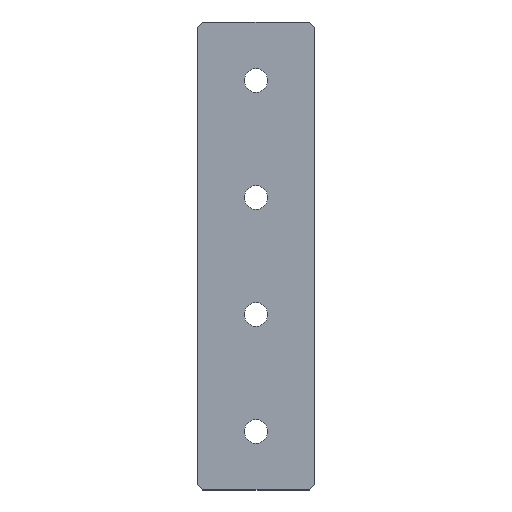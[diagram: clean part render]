
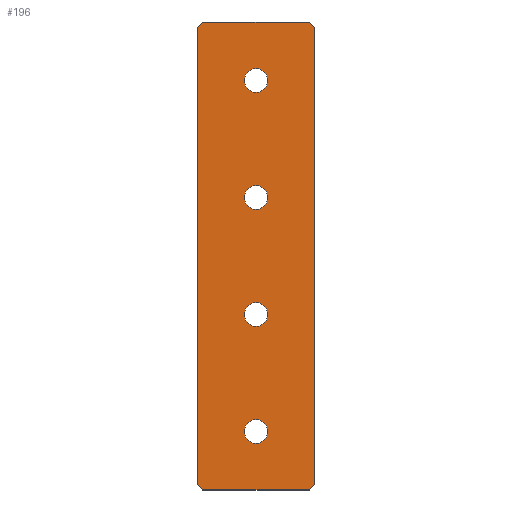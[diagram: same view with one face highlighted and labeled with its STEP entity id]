
A CAD part, top view. The second image highlights one B-rep face of the part: STEP entity #196.
In plain terms, the highlighted planar face has unit normal (0, 0, 1).
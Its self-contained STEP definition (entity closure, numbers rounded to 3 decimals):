
#1 = DIRECTION ( 'NONE',  ( -0.707, -0.707, 0. ) ) ;
#11 = VECTOR ( 'NONE', #417, 1000. ) ;
#12 = CARTESIAN_POINT ( 'NONE',  ( 22.5, 88., 2. ) ) ;
#15 = EDGE_CURVE ( 'NONE', #344, #488, #226, .T. ) ;
#26 = CARTESIAN_POINT ( 'NONE',  ( 4.5, -67.5, 2. ) ) ;
#31 = DIRECTION ( 'NONE',  ( 0., 0., 1. ) ) ;
#32 = ORIENTED_EDGE ( 'NONE', *, *, #300, .F. ) ;
#33 = DIRECTION ( 'NONE',  ( 0., 0., 1. ) ) ;
#35 = VERTEX_POINT ( 'NONE', #541 ) ;
#39 = DIRECTION ( 'NONE',  ( 1., 0., 0. ) ) ;
#40 = CARTESIAN_POINT ( 'NONE',  ( -20.5, -90., 2. ) ) ;
#43 = VECTOR ( 'NONE', #69, 1000. ) ;
#46 = EDGE_CURVE ( 'NONE', #432, #387, #401, .T. ) ;
#49 = ORIENTED_EDGE ( 'NONE', *, *, #240, .F. ) ;
#50 = VECTOR ( 'NONE', #123, 1000. ) ;
#54 = DIRECTION ( 'NONE',  ( 0., 0., 1. ) ) ;
#59 = ORIENTED_EDGE ( 'NONE', *, *, #15, .F. ) ;
#60 = DIRECTION ( 'NONE',  ( 0., 0., 1. ) ) ;
#62 = ORIENTED_EDGE ( 'NONE', *, *, #339, .F. ) ;
#64 = LINE ( 'NONE', #163, #72 ) ;
#66 = CIRCLE ( 'NONE', #430, 4.5 ) ;
#67 = DIRECTION ( 'NONE',  ( -0.707, 0.707, 0. ) ) ;
#69 = DIRECTION ( 'NONE',  ( 0., 1., 0. ) ) ;
#71 = VECTOR ( 'NONE', #1, 1000. ) ;
#72 = VECTOR ( 'NONE', #208, 1000. ) ;
#75 = CIRCLE ( 'NONE', #512, 4.5 ) ;
#77 = EDGE_CURVE ( 'NONE', #282, #35, #358, .T. ) ;
#80 = EDGE_CURVE ( 'NONE', #175, #436, #510, .T. ) ;
#85 = VECTOR ( 'NONE', #167, 1000. ) ;
#88 = DIRECTION ( 'NONE',  ( 1., 0., 0. ) ) ;
#89 = EDGE_CURVE ( 'NONE', #147, #120, #410, .T. ) ;
#101 = VERTEX_POINT ( 'NONE', #313 ) ;
#113 = CARTESIAN_POINT ( 'NONE',  ( -22.5, 88., 2. ) ) ;
#120 = VERTEX_POINT ( 'NONE', #317 ) ;
#122 = AXIS2_PLACEMENT_3D ( 'NONE', #305, #296, #491 ) ;
#123 = DIRECTION ( 'NONE',  ( 0.707, -0.707, 0. ) ) ;
#127 = CARTESIAN_POINT ( 'NONE',  ( 0., -22.5, 2. ) ) ;
#131 = DIRECTION ( 'NONE',  ( 0., 0., 1. ) ) ;
#135 = CARTESIAN_POINT ( 'NONE',  ( 0., -67.5, 2. ) ) ;
#137 = VERTEX_POINT ( 'NONE', #600 ) ;
#139 = PLANE ( 'NONE',  #335 ) ;
#147 = VERTEX_POINT ( 'NONE', #113 ) ;
#148 = AXIS2_PLACEMENT_3D ( 'NONE', #135, #33, #39 ) ;
#155 = AXIS2_PLACEMENT_3D ( 'NONE', #127, #327, #88 ) ;
#156 = VERTEX_POINT ( 'NONE', #263 ) ;
#157 = DIRECTION ( 'NONE',  ( 1., 0., 0. ) ) ;
#158 = ORIENTED_EDGE ( 'NONE', *, *, #77, .T. ) ;
#160 = CARTESIAN_POINT ( 'NONE',  ( -22.5, -90., 2. ) ) ;
#163 = CARTESIAN_POINT ( 'NONE',  ( 22.5, -88., 2. ) ) ;
#167 = DIRECTION ( 'NONE',  ( 1., 0., 0. ) ) ;
#170 = CARTESIAN_POINT ( 'NONE',  ( 4.5, -22.5, 2. ) ) ;
#175 = VERTEX_POINT ( 'NONE', #211 ) ;
#176 = EDGE_CURVE ( 'NONE', #392, #101, #459, .T. ) ;
#181 = EDGE_CURVE ( 'NONE', #436, #282, #461, .T. ) ;
#183 = CARTESIAN_POINT ( 'NONE',  ( 20.5, 90., 2. ) ) ;
#185 = EDGE_CURVE ( 'NONE', #561, #137, #66, .T. ) ;
#186 = DIRECTION ( 'NONE',  ( 0., 0., -1. ) ) ;
#196 = ADVANCED_FACE ( 'NONE', ( #552, #338, #527, #423, #625 ), #139, .F. ) ;
#207 = VECTOR ( 'NONE', #505, 1000. ) ;
#208 = DIRECTION ( 'NONE',  ( 0.707, 0.707, 0. ) ) ;
#211 = CARTESIAN_POINT ( 'NONE',  ( 22.5, -88., 2. ) ) ;
#215 = CIRCLE ( 'NONE', #148, 4.5 ) ;
#219 = LINE ( 'NONE', #40, #50 ) ;
#220 = ORIENTED_EDGE ( 'NONE', *, *, #469, .T. ) ;
#226 = CIRCLE ( 'NONE', #280, 4.5 ) ;
#233 = EDGE_LOOP ( 'NONE', ( #558, #352 ) ) ;
#236 = CARTESIAN_POINT ( 'NONE',  ( -4.5, 67.5, 2. ) ) ;
#240 = EDGE_CURVE ( 'NONE', #488, #344, #215, .T. ) ;
#248 = CIRCLE ( 'NONE', #288, 4.5 ) ;
#263 = CARTESIAN_POINT ( 'NONE',  ( -4.5, 22.5, 2. ) ) ;
#272 = ORIENTED_EDGE ( 'NONE', *, *, #176, .T. ) ;
#274 = CARTESIAN_POINT ( 'NONE',  ( 0., 0., 2. ) ) ;
#280 = AXIS2_PLACEMENT_3D ( 'NONE', #349, #54, #592 ) ;
#282 = VERTEX_POINT ( 'NONE', #183 ) ;
#286 = CARTESIAN_POINT ( 'NONE',  ( -4.5, -67.5, 2. ) ) ;
#288 = AXIS2_PLACEMENT_3D ( 'NONE', #390, #60, #539 ) ;
#294 = VERTEX_POINT ( 'NONE', #379 ) ;
#296 = DIRECTION ( 'NONE',  ( 0., 0., 1. ) ) ;
#297 = ORIENTED_EDGE ( 'NONE', *, *, #46, .F. ) ;
#300 = EDGE_CURVE ( 'NONE', #137, #561, #356, .T. ) ;
#301 = CIRCLE ( 'NONE', #551, 4.5 ) ;
#305 = CARTESIAN_POINT ( 'NONE',  ( 0., 67.5, 2. ) ) ;
#306 = EDGE_CURVE ( 'NONE', #294, #156, #75, .T. ) ;
#313 = CARTESIAN_POINT ( 'NONE',  ( 20.5, -90., 2. ) ) ;
#315 = CARTESIAN_POINT ( 'NONE',  ( 22.5, -90., 2. ) ) ;
#317 = CARTESIAN_POINT ( 'NONE',  ( -22.5, -88., 2. ) ) ;
#327 = DIRECTION ( 'NONE',  ( 0., 0., 1. ) ) ;
#331 = DIRECTION ( 'NONE',  ( 1., 0., 0. ) ) ;
#335 = AXIS2_PLACEMENT_3D ( 'NONE', #274, #186, #385 ) ;
#338 = FACE_BOUND ( 'NONE', #233, .T. ) ;
#339 = EDGE_CURVE ( 'NONE', #387, #432, #248, .T. ) ;
#340 = ORIENTED_EDGE ( 'NONE', *, *, #181, .T. ) ;
#344 = VERTEX_POINT ( 'NONE', #286 ) ;
#349 = CARTESIAN_POINT ( 'NONE',  ( 0., -67.5, 2. ) ) ;
#350 = ORIENTED_EDGE ( 'NONE', *, *, #185, .F. ) ;
#352 = ORIENTED_EDGE ( 'NONE', *, *, #538, .F. ) ;
#355 = EDGE_CURVE ( 'NONE', #35, #147, #400, .T. ) ;
#356 = CIRCLE ( 'NONE', #155, 4.5 ) ;
#358 = LINE ( 'NONE', #597, #207 ) ;
#361 = CARTESIAN_POINT ( 'NONE',  ( 20.5, 90., 2. ) ) ;
#363 = DIRECTION ( 'NONE',  ( 0., 0., 1. ) ) ;
#379 = CARTESIAN_POINT ( 'NONE',  ( 4.5, 22.5, 2. ) ) ;
#385 = DIRECTION ( 'NONE',  ( -1., 0., 0. ) ) ;
#387 = VERTEX_POINT ( 'NONE', #236 ) ;
#390 = CARTESIAN_POINT ( 'NONE',  ( 0., 67.5, 2. ) ) ;
#392 = VERTEX_POINT ( 'NONE', #585 ) ;
#400 = LINE ( 'NONE', #495, #71 ) ;
#401 = CIRCLE ( 'NONE', #122, 4.5 ) ;
#408 = ORIENTED_EDGE ( 'NONE', *, *, #80, .T. ) ;
#410 = LINE ( 'NONE', #603, #11 ) ;
#413 = CARTESIAN_POINT ( 'NONE',  ( 0., -22.5, 2. ) ) ;
#417 = DIRECTION ( 'NONE',  ( 0., -1., 0. ) ) ;
#420 = DIRECTION ( 'NONE',  ( 1., 0., 0. ) ) ;
#423 = FACE_BOUND ( 'NONE', #451, .T. ) ;
#430 = AXIS2_PLACEMENT_3D ( 'NONE', #413, #363, #157 ) ;
#432 = VERTEX_POINT ( 'NONE', #448 ) ;
#436 = VERTEX_POINT ( 'NONE', #12 ) ;
#448 = CARTESIAN_POINT ( 'NONE',  ( 4.5, 67.5, 2. ) ) ;
#451 = EDGE_LOOP ( 'NONE', ( #49, #59 ) ) ;
#459 = LINE ( 'NONE', #160, #85 ) ;
#461 = LINE ( 'NONE', #361, #524 ) ;
#469 = EDGE_CURVE ( 'NONE', #101, #175, #64, .T. ) ;
#485 = ORIENTED_EDGE ( 'NONE', *, *, #355, .T. ) ;
#488 = VERTEX_POINT ( 'NONE', #26 ) ;
#491 = DIRECTION ( 'NONE',  ( 1., 0., 0. ) ) ;
#492 = ORIENTED_EDGE ( 'NONE', *, *, #605, .T. ) ;
#495 = CARTESIAN_POINT ( 'NONE',  ( -22.5, 88., 2. ) ) ;
#505 = DIRECTION ( 'NONE',  ( -1., 0., 0. ) ) ;
#510 = LINE ( 'NONE', #315, #43 ) ;
#512 = AXIS2_PLACEMENT_3D ( 'NONE', #567, #131, #331 ) ;
#524 = VECTOR ( 'NONE', #67, 1000. ) ;
#527 = FACE_BOUND ( 'NONE', #544, .T. ) ;
#538 = EDGE_CURVE ( 'NONE', #156, #294, #301, .T. ) ;
#539 = DIRECTION ( 'NONE',  ( 1., 0., 0. ) ) ;
#541 = CARTESIAN_POINT ( 'NONE',  ( -20.5, 90., 2. ) ) ;
#544 = EDGE_LOOP ( 'NONE', ( #350, #32 ) ) ;
#551 = AXIS2_PLACEMENT_3D ( 'NONE', #607, #31, #420 ) ;
#552 = FACE_BOUND ( 'NONE', #589, .T. ) ;
#558 = ORIENTED_EDGE ( 'NONE', *, *, #306, .F. ) ;
#561 = VERTEX_POINT ( 'NONE', #170 ) ;
#567 = CARTESIAN_POINT ( 'NONE',  ( 0., 22.5, 2. ) ) ;
#572 = ORIENTED_EDGE ( 'NONE', *, *, #89, .T. ) ;
#585 = CARTESIAN_POINT ( 'NONE',  ( -20.5, -90., 2. ) ) ;
#589 = EDGE_LOOP ( 'NONE', ( #297, #62 ) ) ;
#592 = DIRECTION ( 'NONE',  ( 1., 0., 0. ) ) ;
#597 = CARTESIAN_POINT ( 'NONE',  ( -22.5, 90., 2. ) ) ;
#600 = CARTESIAN_POINT ( 'NONE',  ( -4.5, -22.5, 2. ) ) ;
#603 = CARTESIAN_POINT ( 'NONE',  ( -22.5, -90., 2. ) ) ;
#605 = EDGE_CURVE ( 'NONE', #120, #392, #219, .T. ) ;
#607 = CARTESIAN_POINT ( 'NONE',  ( 0., 22.5, 2. ) ) ;
#611 = EDGE_LOOP ( 'NONE', ( #572, #492, #272, #220, #408, #340, #158, #485 ) ) ;
#625 = FACE_OUTER_BOUND ( 'NONE', #611, .T. ) ;
